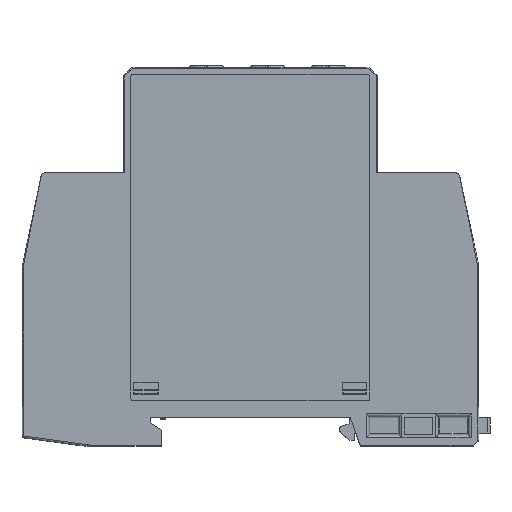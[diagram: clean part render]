
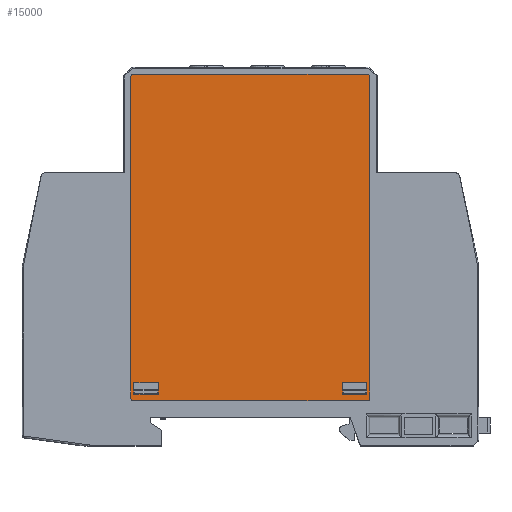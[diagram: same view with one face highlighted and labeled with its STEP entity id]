
A CAD part, top view. The second image highlights one B-rep face of the part: STEP entity #15000.
In plain terms, the highlighted planar face has unit normal (0, 0, 1).
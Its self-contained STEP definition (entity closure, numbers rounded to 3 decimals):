
#1103=CIRCLE('',#16163,0.5);
#1104=CIRCLE('',#16164,0.5);
#1105=CIRCLE('',#16165,0.5);
#1106=CIRCLE('',#16166,0.5);
#1107=CIRCLE('',#16167,0.5);
#1108=CIRCLE('',#16168,0.5);
#1109=CIRCLE('',#16169,0.5);
#1110=CIRCLE('',#16170,0.5);
#1245=FACE_BOUND('',#2560,.T.);
#1246=FACE_BOUND('',#2561,.T.);
#1730=FACE_OUTER_BOUND('',#2559,.T.);
#2559=EDGE_LOOP('',(#12396,#12397,#12398,#12399,#12400,#12401,#12402,#12403,
#12404,#12405,#12406,#12407));
#2560=EDGE_LOOP('',(#12408,#12409,#12410,#12411));
#2561=EDGE_LOOP('',(#12412,#12413,#12414,#12415));
#3314=LINE('',#22007,#4878);
#3317=LINE('',#22012,#4881);
#3319=LINE('',#22017,#4883);
#3322=LINE('',#22022,#4886);
#3966=LINE('',#24921,#5530);
#3967=LINE('',#24923,#5531);
#3969=LINE('',#24927,#5533);
#3970=LINE('',#24929,#5534);
#4017=LINE('',#25056,#5581);
#4018=LINE('',#25062,#5582);
#4019=LINE('',#25068,#5583);
#4020=LINE('',#25073,#5584);
#4878=VECTOR('',#17483,4.3);
#4881=VECTOR('',#17488,2.);
#4883=VECTOR('',#17492,2.);
#4886=VECTOR('',#17497,4.3);
#5530=VECTOR('',#19255,4.3);
#5531=VECTOR('',#19258,2.);
#5533=VECTOR('',#19262,2.);
#5534=VECTOR('',#19265,4.3);
#5581=VECTOR('',#19376,56.9);
#5582=VECTOR('',#19381,41.4);
#5583=VECTOR('',#19386,56.9);
#5584=VECTOR('',#19391,41.4);
#6452=VERTEX_POINT('',#22004);
#6453=VERTEX_POINT('',#22006);
#6454=VERTEX_POINT('',#22010);
#6455=VERTEX_POINT('',#22014);
#6456=VERTEX_POINT('',#22016);
#6457=VERTEX_POINT('',#22020);
#7074=VERTEX_POINT('',#24919);
#7075=VERTEX_POINT('',#24925);
#7116=VERTEX_POINT('',#25050);
#7117=VERTEX_POINT('',#25051);
#7118=VERTEX_POINT('',#25053);
#7119=VERTEX_POINT('',#25055);
#7120=VERTEX_POINT('',#25057);
#7121=VERTEX_POINT('',#25059);
#7122=VERTEX_POINT('',#25061);
#7123=VERTEX_POINT('',#25063);
#7124=VERTEX_POINT('',#25065);
#7125=VERTEX_POINT('',#25067);
#7126=VERTEX_POINT('',#25069);
#7127=VERTEX_POINT('',#25071);
#7970=EDGE_CURVE('',#6452,#6453,#3314,.T.);
#7973=EDGE_CURVE('',#6454,#6452,#3317,.T.);
#7975=EDGE_CURVE('',#6455,#6456,#3319,.T.);
#7978=EDGE_CURVE('',#6457,#6455,#3322,.T.);
#8952=EDGE_CURVE('',#7074,#6454,#3966,.T.);
#8953=EDGE_CURVE('',#6453,#7074,#3967,.T.);
#8955=EDGE_CURVE('',#7075,#6457,#3969,.T.);
#8956=EDGE_CURVE('',#6456,#7075,#3970,.T.);
#9017=EDGE_CURVE('',#7116,#7117,#1103,.T.);
#9018=EDGE_CURVE('',#7117,#7118,#1104,.T.);
#9019=EDGE_CURVE('',#7118,#7119,#4017,.T.);
#9020=EDGE_CURVE('',#7119,#7120,#1105,.T.);
#9021=EDGE_CURVE('',#7120,#7121,#1106,.T.);
#9022=EDGE_CURVE('',#7121,#7122,#4018,.T.);
#9023=EDGE_CURVE('',#7122,#7123,#1107,.T.);
#9024=EDGE_CURVE('',#7123,#7124,#1108,.T.);
#9025=EDGE_CURVE('',#7124,#7125,#4019,.T.);
#9026=EDGE_CURVE('',#7125,#7126,#1109,.T.);
#9027=EDGE_CURVE('',#7126,#7127,#1110,.T.);
#9028=EDGE_CURVE('',#7127,#7116,#4020,.T.);
#12396=ORIENTED_EDGE('',*,*,#9017,.T.);
#12397=ORIENTED_EDGE('',*,*,#9018,.T.);
#12398=ORIENTED_EDGE('',*,*,#9019,.T.);
#12399=ORIENTED_EDGE('',*,*,#9020,.T.);
#12400=ORIENTED_EDGE('',*,*,#9021,.T.);
#12401=ORIENTED_EDGE('',*,*,#9022,.T.);
#12402=ORIENTED_EDGE('',*,*,#9023,.T.);
#12403=ORIENTED_EDGE('',*,*,#9024,.T.);
#12404=ORIENTED_EDGE('',*,*,#9025,.T.);
#12405=ORIENTED_EDGE('',*,*,#9026,.T.);
#12406=ORIENTED_EDGE('',*,*,#9027,.T.);
#12407=ORIENTED_EDGE('',*,*,#9028,.T.);
#12408=ORIENTED_EDGE('',*,*,#8956,.F.);
#12409=ORIENTED_EDGE('',*,*,#7975,.F.);
#12410=ORIENTED_EDGE('',*,*,#7978,.F.);
#12411=ORIENTED_EDGE('',*,*,#8955,.F.);
#12412=ORIENTED_EDGE('',*,*,#8953,.F.);
#12413=ORIENTED_EDGE('',*,*,#7970,.F.);
#12414=ORIENTED_EDGE('',*,*,#7973,.F.);
#12415=ORIENTED_EDGE('',*,*,#8952,.F.);
#14357=PLANE('',#16162);
#15000=ADVANCED_FACE('',(#1730,#1245,#1246),#14357,.T.);
#16162=AXIS2_PLACEMENT_3D('',#25049,#19370,#19371);
#16163=AXIS2_PLACEMENT_3D('',#25052,#19372,#19373);
#16164=AXIS2_PLACEMENT_3D('',#25054,#19374,#19375);
#16165=AXIS2_PLACEMENT_3D('',#25058,#19377,#19378);
#16166=AXIS2_PLACEMENT_3D('',#25060,#19379,#19380);
#16167=AXIS2_PLACEMENT_3D('',#25064,#19382,#19383);
#16168=AXIS2_PLACEMENT_3D('',#25066,#19384,#19385);
#16169=AXIS2_PLACEMENT_3D('',#25070,#19387,#19388);
#16170=AXIS2_PLACEMENT_3D('',#25072,#19389,#19390);
#17483=DIRECTION('',(1.,0.,0.));
#17488=DIRECTION('',(0.,-1.,0.));
#17492=DIRECTION('',(0.,1.,0.));
#17497=DIRECTION('',(1.,0.,0.));
#19255=DIRECTION('',(-1.,0.,0.));
#19258=DIRECTION('',(0.,1.,0.));
#19262=DIRECTION('',(0.,-1.,0.));
#19265=DIRECTION('',(-1.,0.,0.));
#19370=DIRECTION('center_axis',(0.,0.,
1.));
#19371=DIRECTION('ref_axis',(1.,0.,0.));
#19372=DIRECTION('center_axis',(0.,0.,
1.));
#19373=DIRECTION('ref_axis',(-0.707,0.707,0.));
#19374=DIRECTION('center_axis',(0.,0.,
1.));
#19375=DIRECTION('ref_axis',(-0.707,0.707,0.));
#19376=DIRECTION('',(0.,-1.,0.));
#19377=DIRECTION('center_axis',(0.,0.,
1.));
#19378=DIRECTION('ref_axis',(-0.707,-0.707,0.));
#19379=DIRECTION('center_axis',(0.,0.,
1.));
#19380=DIRECTION('ref_axis',(-0.707,-0.707,0.));
#19381=DIRECTION('',(1.,0.,0.));
#19382=DIRECTION('center_axis',(0.,0.,
1.));
#19383=DIRECTION('ref_axis',(0.707,-0.707,0.));
#19384=DIRECTION('center_axis',(0.,0.,
1.));
#19385=DIRECTION('ref_axis',(0.707,-0.707,0.));
#19386=DIRECTION('',(0.,1.,0.));
#19387=DIRECTION('center_axis',(0.,0.,
1.));
#19388=DIRECTION('ref_axis',(0.707,0.707,0.));
#19389=DIRECTION('center_axis',(0.,0.,
1.));
#19390=DIRECTION('ref_axis',(0.707,0.707,0.));
#19391=DIRECTION('',(-1.,0.,0.));
#22004=CARTESIAN_POINT('',(-25.751,-50.203,3.168));
#22006=CARTESIAN_POINT('',(-21.451,-50.203,3.168));
#22007=CARTESIAN_POINT('',(-25.751,-50.203,3.168));
#22010=CARTESIAN_POINT('',(-25.751,-48.203,3.168));
#22012=CARTESIAN_POINT('',(-25.751,-48.203,3.168));
#22014=CARTESIAN_POINT('',(15.549,-50.203,3.168));
#22016=CARTESIAN_POINT('',(15.549,-48.203,3.168));
#22017=CARTESIAN_POINT('',(15.549,-50.203,3.168));
#22020=CARTESIAN_POINT('',(11.249,-50.203,3.168));
#22022=CARTESIAN_POINT('',(11.249,-50.203,3.168));
#24919=CARTESIAN_POINT('',(-21.451,-48.203,3.168));
#24921=CARTESIAN_POINT('',(-21.451,-48.203,3.168));
#24923=CARTESIAN_POINT('',(-21.451,-50.203,3.168));
#24925=CARTESIAN_POINT('',(11.249,-48.203,3.168));
#24927=CARTESIAN_POINT('',(11.249,-48.203,3.168));
#24929=CARTESIAN_POINT('',(15.549,-48.203,3.168));
#25049=CARTESIAN_POINT('Origin',(-26.301,6.497,3.168));
#25050=CARTESIAN_POINT('',(-25.801,6.497,3.168));
#25051=CARTESIAN_POINT('',(-26.154,6.35,3.168));
#25052=CARTESIAN_POINT('Origin',(-25.801,5.997,3.168));
#25053=CARTESIAN_POINT('',(-26.301,5.997,3.168));
#25054=CARTESIAN_POINT('Origin',(-25.801,5.997,3.168));
#25055=CARTESIAN_POINT('',(-26.301,-50.903,3.168));
#25056=CARTESIAN_POINT('',(-26.301,5.997,3.168));
#25057=CARTESIAN_POINT('',(-26.154,-51.257,3.168));
#25058=CARTESIAN_POINT('Origin',(-25.801,-50.903,3.168));
#25059=CARTESIAN_POINT('',(-25.801,-51.403,3.168));
#25060=CARTESIAN_POINT('Origin',(-25.801,-50.903,3.168));
#25061=CARTESIAN_POINT('',(15.599,-51.403,3.168));
#25062=CARTESIAN_POINT('',(-25.801,-51.403,3.168));
#25063=CARTESIAN_POINT('',(15.953,-51.257,3.168));
#25064=CARTESIAN_POINT('Origin',(15.599,-50.903,3.168));
#25065=CARTESIAN_POINT('',(16.099,-50.903,3.168));
#25066=CARTESIAN_POINT('Origin',(15.599,-50.903,3.168));
#25067=CARTESIAN_POINT('',(16.099,5.997,3.168));
#25068=CARTESIAN_POINT('',(16.099,-50.903,3.168));
#25069=CARTESIAN_POINT('',(15.953,6.35,3.168));
#25070=CARTESIAN_POINT('Origin',(15.599,5.997,3.168));
#25071=CARTESIAN_POINT('',(15.599,6.497,3.168));
#25072=CARTESIAN_POINT('Origin',(15.599,5.997,3.168));
#25073=CARTESIAN_POINT('',(15.599,6.497,3.168));
